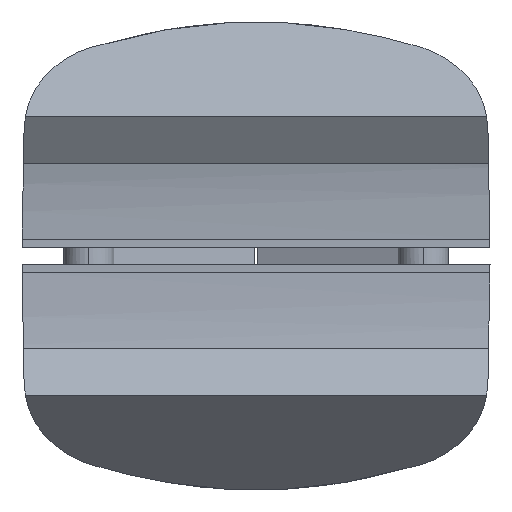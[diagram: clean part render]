
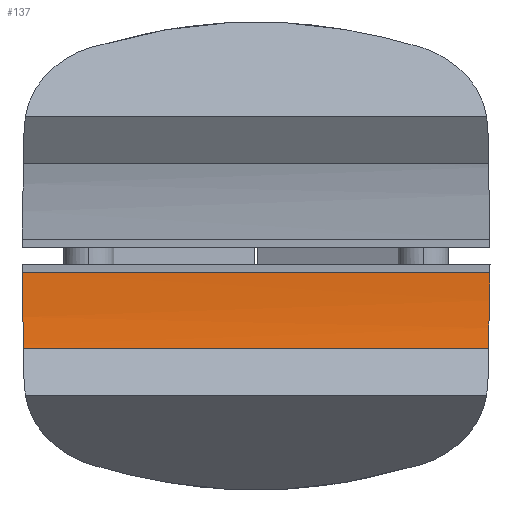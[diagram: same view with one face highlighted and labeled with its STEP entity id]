
A CAD part, left-side view. The second image highlights one B-rep face of the part: STEP entity #137.
In plain terms, the highlighted cylindrical face has radius 25 mm (diameter 50 mm), a partial arc.
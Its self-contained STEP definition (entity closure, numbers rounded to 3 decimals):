
#137=ADVANCED_FACE('',(#358),#359,.F.);
#358=FACE_OUTER_BOUND('',#671,.T.);
#359=CYLINDRICAL_SURFACE('',#672,25.0);
#671=EDGE_LOOP('',(#7838,#7839,#7840,#7841));
#672=AXIS2_PLACEMENT_3D('',#7842,#7843,#7844);
#7838=ORIENTED_EDGE('',*,*,#8678,.F.);
#7839=ORIENTED_EDGE('',*,*,#8679,.T.);
#7840=ORIENTED_EDGE('',*,*,#8680,.T.);
#7841=ORIENTED_EDGE('',*,*,#8681,.F.);
#7842=CARTESIAN_POINT('',(-44.186,-17.5,-1.0));
#7843=DIRECTION('',(0.0,-1.0,0.0));
#7844=DIRECTION('',(1.0,0.0,0.0));
#8678=EDGE_CURVE('',#9048,#9049,#9050,.T.);
#8679=EDGE_CURVE('',#9048,#9051,#9052,.T.);
#8680=EDGE_CURVE('',#9051,#9053,#9054,.F.);
#8681=EDGE_CURVE('',#9049,#9053,#9055,.F.);
#9048=VERTEX_POINT('',#9586);
#9049=VERTEX_POINT('',#9587);
#9050=LINE('',#9588,#9589);
#9051=VERTEX_POINT('',#9590);
#9052=ELLIPSE('',#9591,25.004,25.0);
#9053=VERTEX_POINT('',#9592);
#9054=LINE('',#9593,#9594);
#9055=ELLIPSE('',#9595,25.004,25.0);
#9586=CARTESIAN_POINT('',(-19.186,13.991,-1.0));
#9587=CARTESIAN_POINT('',(-19.186,-13.991,-1.0));
#9588=CARTESIAN_POINT('',(-19.186,0.0,-1.0));
#9589=VECTOR('',#11151,1.0);
#9590=CARTESIAN_POINT('',(-19.898,13.888,-6.924));
#9591=AXIS2_PLACEMENT_3D('',#11152,#11153,#11154);
#9592=CARTESIAN_POINT('',(-19.898,-13.888,-6.924));
#9593=CARTESIAN_POINT('',(-19.898,-17.5,-6.924));
#9594=VECTOR('',#11155,1.0);
#9595=AXIS2_PLACEMENT_3D('',#11156,#11157,#11158);
#11151=DIRECTION('',(-0.0,-1.0,0.0));
#11152=CARTESIAN_POINT('',(-44.186,13.991,-1.0));
#11153=DIRECTION('',(0.0,1.,-0.017));
#11154=DIRECTION('',(0.0,0.017,1.));
#11155=DIRECTION('',(0.0,1.0,-0.0));
#11156=CARTESIAN_POINT('',(-44.186,-13.991,-1.0));
#11157=DIRECTION('',(0.0,-1.,-0.017));
#11158=DIRECTION('',(0.0,-0.017,1.));
